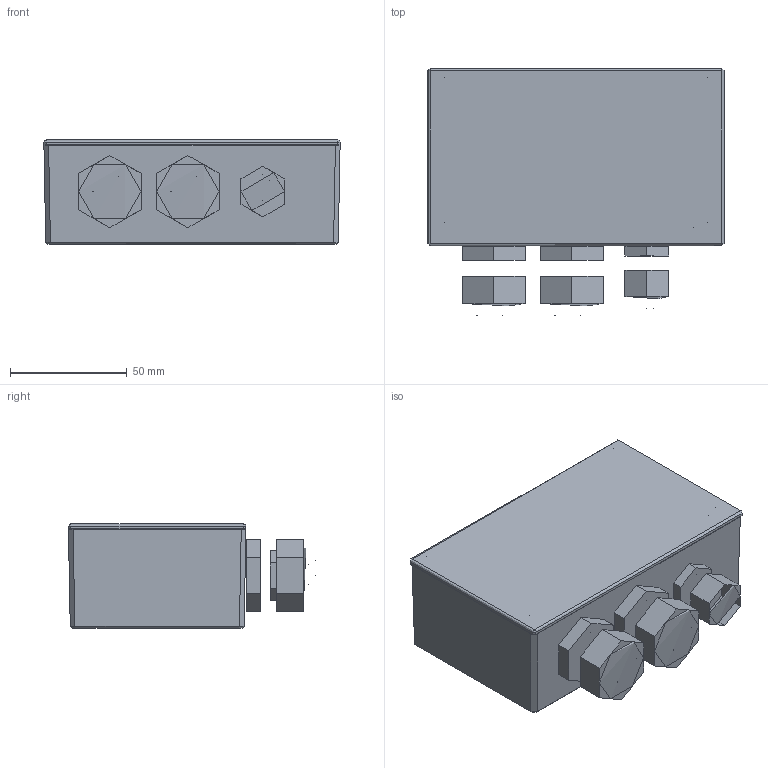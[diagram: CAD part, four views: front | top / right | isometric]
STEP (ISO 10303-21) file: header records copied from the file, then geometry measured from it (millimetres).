
FILE_DESCRIPTION(/* description */ (''),/* implementation_level */ '2;1');
FILE_NAME(/* name */ 'LST3x13-DL-Gerät',/* time_stamp */ '2022-03-01T13:20:54+01:00',/* author */ (''),/* organization */ (''),/* preprocessor_version */ 'ST-DEVELOPER v16.5',/* originating_system */ 'Rhino 7.15',/* authorisation */ '');
FILE_SCHEMA (('AUTOMOTIVE_DESIGN'));
Length unit declared in the file: millimetre
Products named in the file (7): Document; Assem1; 6913613000xx_PIN; 6913613000xx_VISSE; 6913613000xx_CAGE; 691361300003; 691361300003_CAPOT
Assembly tree (12 placements, depth 3):
  Document
    Assem1
      6913613000xx_PIN  x3
      6913613000xx_VISSE  x3
      6913613000xx_CAGE  x3
      691361300003
      691361300003_CAPOT
Bounding box: 126.8 x 105.83 x 44.56 mm (x, y, z)
Volume: 79036.3 mm3; surface area: 136629.7 mm2
Topology: 13 solids, 660 shells, 1450 faces, 5144 edges, 4239 vertices
Faces by surface type: plane 1012, bspline 242, cylinder 196
Full cylindrical faces by diameter (mm): 0.8 x12, 1.35 x3, 1.5 x24, 1.9 x6, 2 x3, 2.5 x8, 2.9 x6, 4.1 x2, 5 x2, 6 x4, 7.6 x1, 7.823 x1, 12 x2, 14.2 x2, 15 x2, 18.706 x1, 21.49 x4, 26.8 x2
Entity records: 65679 total; most frequent: CARTESIAN_POINT 30926, ORIENTED_EDGE 6268, EDGE_CURVE 4584, B_SPLINE_CURVE_WITH_KNOTS 3928, VERTEX_POINT 3897, EDGE_LOOP 1462, ADVANCED_FACE 1296, FACE_OUTER_BOUND 1296
